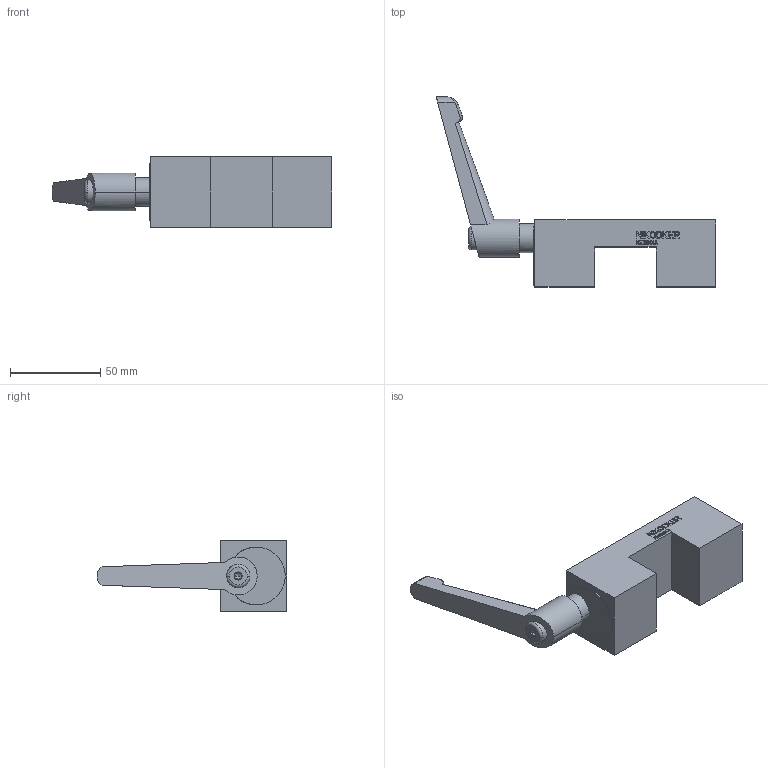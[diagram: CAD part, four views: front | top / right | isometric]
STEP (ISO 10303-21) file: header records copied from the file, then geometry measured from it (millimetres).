
FILE_DESCRIPTION((''),'2;1');
FILE_NAME('NK3501A','2023-07-12T10:23:48',('lx'),(''),'CREO PARAMETRIC BY PTC INC, 2018100','CREO PARAMETRIC BY PTC INC, 2018100','');
FILE_SCHEMA(('CONFIG_CONTROL_DESIGN'));
Length unit declared in the file: millimetre
Products named in the file (1): NK3501A
Bounding box: 154.5 x 105 x 39 mm (x, y, z)
Volume: 132297.5 mm3; surface area: 26794.9 mm2
Topology: 1 solids, 3 shells, 423 faces, 1160 edges, 770 vertices
Faces by surface type: plane 373, cylinder 36, cone 10, torus 3, bspline 1
Entity records: 13453 total; most frequent: CARTESIAN_POINT 2708, ORIENTED_EDGE 2314, DIRECTION 2011, EDGE_CURVE 1158, VECTOR 1047, LINE 1047, VERTEX_POINT 770, AXIS2_PLACEMENT_3D 482
